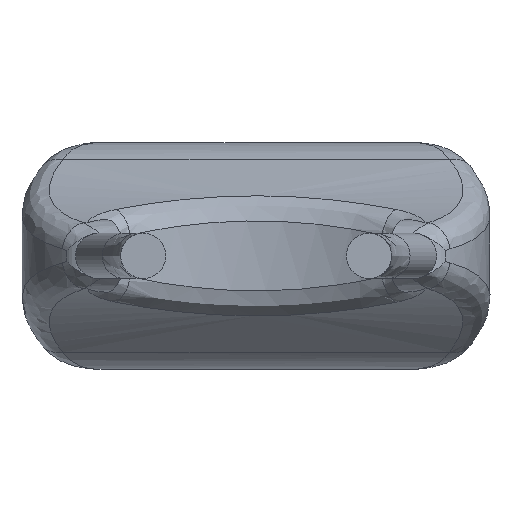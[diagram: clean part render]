
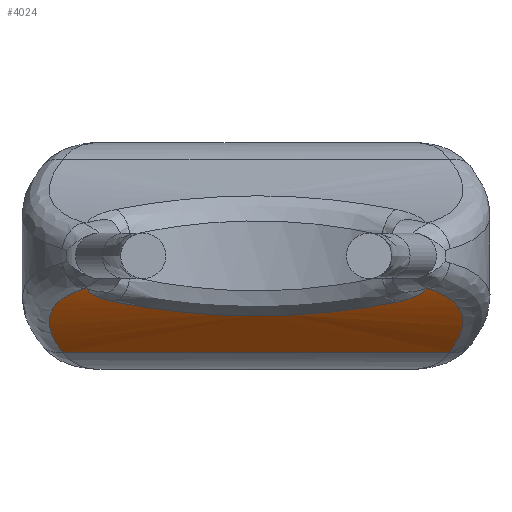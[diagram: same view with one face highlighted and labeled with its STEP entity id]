
A CAD part, front view. The second image highlights one B-rep face of the part: STEP entity #4024.
In plain terms, the highlighted cylindrical face has radius 7.547 mm (diameter 15.094 mm), a partial arc.
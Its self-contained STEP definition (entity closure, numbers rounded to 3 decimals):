
#68 = LINE ( 'NONE', #2225, #1554 ) ;
#108 = VERTEX_POINT ( 'NONE', #2856 ) ;
#183 = CARTESIAN_POINT ( 'NONE',  ( 1.312, -3.109, 0.94 ) ) ;
#225 = CARTESIAN_POINT ( 'NONE',  ( -1.312, -3.109, 0.94 ) ) ;
#381 = VECTOR ( 'NONE', #3746, 1000. ) ;
#481 = CARTESIAN_POINT ( 'NONE',  ( -1.728, -3.341, 1.019 ) ) ;
#540 = CARTESIAN_POINT ( 'NONE',  ( 0.541, -2.875, 0.849 ) ) ;
#546 = CARTESIAN_POINT ( 'NONE',  ( -2.247, -2.28, 0.581 ) ) ;
#648 = VECTOR ( 'NONE', #3081, 1000. ) ;
#650 = CARTESIAN_POINT ( 'NONE',  ( -1.87, -3.727, 1.134 ) ) ;
#719 = ORIENTED_EDGE ( 'NONE', *, *, #3630, .T. ) ;
#729 = CARTESIAN_POINT ( 'NONE',  ( 2.203, -2.14, 0.508 ) ) ;
#750 = CARTESIAN_POINT ( 'NONE',  ( 2.017, -3.602, 1.1 ) ) ;
#782 = EDGE_CURVE ( 'NONE', #3483, #2710, #1182, .T. ) ;
#793 = CARTESIAN_POINT ( 'NONE',  ( 1.547, -3.24, 0.985 ) ) ;
#820 = CARTESIAN_POINT ( 'NONE',  ( -2.3, -2.725, 0.789 ) ) ;
#906 = CARTESIAN_POINT ( 'NONE',  ( 1.547, -3.24, 0.985 ) ) ;
#940 = VERTEX_POINT ( 'NONE', #1748 ) ;
#1012 = LINE ( 'NONE', #1925, #381 ) ;
#1016 = EDGE_CURVE ( 'NONE', #940, #2881, #2298, .T. ) ;
#1037 = EDGE_CURVE ( 'NONE', #2192, #3718, #3021, .T. ) ;
#1043 = CARTESIAN_POINT ( 'NONE',  ( 2.14, -2.007, 0.433 ) ) ;
#1062 = CARTESIAN_POINT ( 'NONE',  ( 2.14, -2.007, 0.433 ) ) ;
#1087 = CARTESIAN_POINT ( 'NONE',  ( 1.728, -3.341, 1.019 ) ) ;
#1100 = ORIENTED_EDGE ( 'NONE', *, *, #1016, .T. ) ;
#1132 = CARTESIAN_POINT ( 'NONE',  ( -1.064, -3.01, 0.902 ) ) ;
#1149 = EDGE_CURVE ( 'NONE', #2881, #2192, #2738, .T. ) ;
#1161 = CARTESIAN_POINT ( 'NONE',  ( -2.14, -2.007, 0.433 ) ) ;
#1163 = ORIENTED_EDGE ( 'NONE', *, *, #3754, .T. ) ;
#1182 = B_SPLINE_CURVE_WITH_KNOTS ( 'NONE', 3,
 ( #1437, #1451, #3942, #2404, #2982, #820, #2683, #546, #2384, #1161 ),
 .UNSPECIFIED., .F., .F.,
 ( 4, 2, 2, 2, 4 ),
 ( 0., 0., 0.001, 0.001, 0.002 ),
 .UNSPECIFIED. ) ;
#1349 = CARTESIAN_POINT ( 'NONE',  ( 2.247, -2.282, 0.582 ) ) ;
#1351 = CARTESIAN_POINT ( 'NONE',  ( 1.87, -3.727, 1.134 ) ) ;
#1425 = CARTESIAN_POINT ( 'NONE',  ( -3., -5.691, -6.153 ) ) ;
#1437 = CARTESIAN_POINT ( 'NONE',  ( -1.913, -3.727, 1.134 ) ) ;
#1451 = CARTESIAN_POINT ( 'NONE',  ( -2.017, -3.602, 1.1 ) ) ;
#1485 = CARTESIAN_POINT ( 'NONE',  ( -2.14, -2.007, 0.433 ) ) ;
#1506 = CARTESIAN_POINT ( 'NONE',  ( -0.271, -2.849, 0.838 ) ) ;
#1554 = VECTOR ( 'NONE', #2244, 1000. ) ;
#1629 = ORIENTED_EDGE ( 'NONE', *, *, #3105, .F. ) ;
#1740 = B_SPLINE_CURVE_WITH_KNOTS ( 'NONE', 3,
 ( #1062, #729, #1349, #3805, #3828, #3544, #2293, #3525, #750, #3197 ),
 .UNSPECIFIED., .F., .F.,
 ( 4, 2, 2, 2, 4 ),
 ( 0., 0., 0.001, 0.001, 0.002 ),
 .UNSPECIFIED. ) ;
#1748 = CARTESIAN_POINT ( 'NONE',  ( 1.87, -3.727, 1.134 ) ) ;
#1925 = CARTESIAN_POINT ( 'NONE',  ( -3., -3.727, 1.134 ) ) ;
#1959 = CARTESIAN_POINT ( 'NONE',  ( 1.851, -3.524, 1.079 ) ) ;
#2015 = ORIENTED_EDGE ( 'NONE', *, *, #782, .T. ) ;
#2083 = FACE_OUTER_BOUND ( 'NONE', #3986, .T. ) ;
#2192 = VERTEX_POINT ( 'NONE', #2533 ) ;
#2198 = AXIS2_PLACEMENT_3D ( 'NONE', #1425, #3278, #2434 ) ;
#2225 = CARTESIAN_POINT ( 'NONE',  ( -3., -3.727, 1.134 ) ) ;
#2244 = DIRECTION ( 'NONE',  ( 1., 0., 0. ) ) ;
#2293 = CARTESIAN_POINT ( 'NONE',  ( 2.224, -3.179, 0.965 ) ) ;
#2298 = B_SPLINE_CURVE_WITH_KNOTS ( 'NONE', 3,
 ( #1351, #1959, #1087, #3527 ),
 .UNSPECIFIED., .F., .F.,
 ( 4, 4 ),
 ( 0., 0.001 ),
 .UNSPECIFIED. ) ;
#2336 = ORIENTED_EDGE ( 'NONE', *, *, #3101, .F. ) ;
#2360 = CARTESIAN_POINT ( 'NONE',  ( 0.267, -2.84, 0.835 ) ) ;
#2384 = CARTESIAN_POINT ( 'NONE',  ( -2.203, -2.14, 0.508 ) ) ;
#2404 = CARTESIAN_POINT ( 'NONE',  ( -2.224, -3.178, 0.965 ) ) ;
#2413 = CYLINDRICAL_SURFACE ( 'NONE', #2198, 7.547 ) ;
#2434 = DIRECTION ( 'NONE',  ( 0., 0., -1. ) ) ;
#2533 = CARTESIAN_POINT ( 'NONE',  ( -1.547, -3.24, 0.985 ) ) ;
#2587 = VERTEX_POINT ( 'NONE', #1043 ) ;
#2621 = CARTESIAN_POINT ( 'NONE',  ( -1.87, -3.727, 1.134 ) ) ;
#2640 = CARTESIAN_POINT ( 'NONE',  ( -1.547, -3.24, 0.985 ) ) ;
#2683 = CARTESIAN_POINT ( 'NONE',  ( -2.295, -2.572, 0.721 ) ) ;
#2710 = VERTEX_POINT ( 'NONE', #1485 ) ;
#2738 = B_SPLINE_CURVE_WITH_KNOTS ( 'NONE', 3,
 ( #793, #183, #3653, #540, #2360, #3022, #1506, #3284, #3936, #1132, #225, #3038 ),
 .UNSPECIFIED., .F., .F.,
 ( 4, 2, 2, 2, 2, 4 ),
 ( 0., 0.001, 0.002, 0.002, 0.002, 0.003 ),
 .UNSPECIFIED. ) ;
#2852 = CARTESIAN_POINT ( 'NONE',  ( -3., -2.007, 0.433 ) ) ;
#2856 = CARTESIAN_POINT ( 'NONE',  ( 1.913, -3.727, 1.134 ) ) ;
#2868 = ORIENTED_EDGE ( 'NONE', *, *, #1037, .T. ) ;
#2881 = VERTEX_POINT ( 'NONE', #906 ) ;
#2982 = CARTESIAN_POINT ( 'NONE',  ( -2.264, -3.026, 0.909 ) ) ;
#3021 = B_SPLINE_CURVE_WITH_KNOTS ( 'NONE', 3,
 ( #2640, #481, #3571, #2621 ),
 .UNSPECIFIED., .F., .F.,
 ( 4, 4 ),
 ( 0., 0.001 ),
 .UNSPECIFIED. ) ;
#3022 = CARTESIAN_POINT ( 'NONE',  ( -0.137, -2.841, 0.835 ) ) ;
#3038 = CARTESIAN_POINT ( 'NONE',  ( -1.547, -3.24, 0.985 ) ) ;
#3081 = DIRECTION ( 'NONE',  ( 1., 0., 0. ) ) ;
#3101 = EDGE_CURVE ( 'NONE', #940, #108, #1012, .T. ) ;
#3105 = EDGE_CURVE ( 'NONE', #3483, #3718, #68, .T. ) ;
#3197 = CARTESIAN_POINT ( 'NONE',  ( 1.913, -3.727, 1.134 ) ) ;
#3278 = DIRECTION ( 'NONE',  ( 1., 0., 0. ) ) ;
#3284 = CARTESIAN_POINT ( 'NONE',  ( -0.538, -2.883, 0.852 ) ) ;
#3388 = LINE ( 'NONE', #2852, #648 ) ;
#3483 = VERTEX_POINT ( 'NONE', #3532 ) ;
#3525 = CARTESIAN_POINT ( 'NONE',  ( 2.099, -3.467, 1.06 ) ) ;
#3527 = CARTESIAN_POINT ( 'NONE',  ( 1.547, -3.24, 0.985 ) ) ;
#3532 = CARTESIAN_POINT ( 'NONE',  ( -1.913, -3.727, 1.134 ) ) ;
#3544 = CARTESIAN_POINT ( 'NONE',  ( 2.264, -3.027, 0.91 ) ) ;
#3571 = CARTESIAN_POINT ( 'NONE',  ( -1.851, -3.524, 1.079 ) ) ;
#3630 = EDGE_CURVE ( 'NONE', #2710, #2587, #3388, .T. ) ;
#3653 = CARTESIAN_POINT ( 'NONE',  ( 1.06, -3.009, 0.902 ) ) ;
#3718 = VERTEX_POINT ( 'NONE', #650 ) ;
#3746 = DIRECTION ( 'NONE',  ( 1., 0., 0. ) ) ;
#3754 = EDGE_CURVE ( 'NONE', #2587, #108, #1740, .T. ) ;
#3764 = ORIENTED_EDGE ( 'NONE', *, *, #1149, .T. ) ;
#3805 = CARTESIAN_POINT ( 'NONE',  ( 2.295, -2.573, 0.722 ) ) ;
#3828 = CARTESIAN_POINT ( 'NONE',  ( 2.3, -2.726, 0.789 ) ) ;
#3936 = CARTESIAN_POINT ( 'NONE',  ( -0.673, -2.909, 0.863 ) ) ;
#3942 = CARTESIAN_POINT ( 'NONE',  ( -2.1, -3.467, 1.06 ) ) ;
#3986 = EDGE_LOOP ( 'NONE', ( #3764, #2868, #1629, #2015, #719, #1163, #2336, #1100 ) ) ;
#4024 = ADVANCED_FACE ( 'NONE', ( #2083 ), #2413, .F. ) ;
